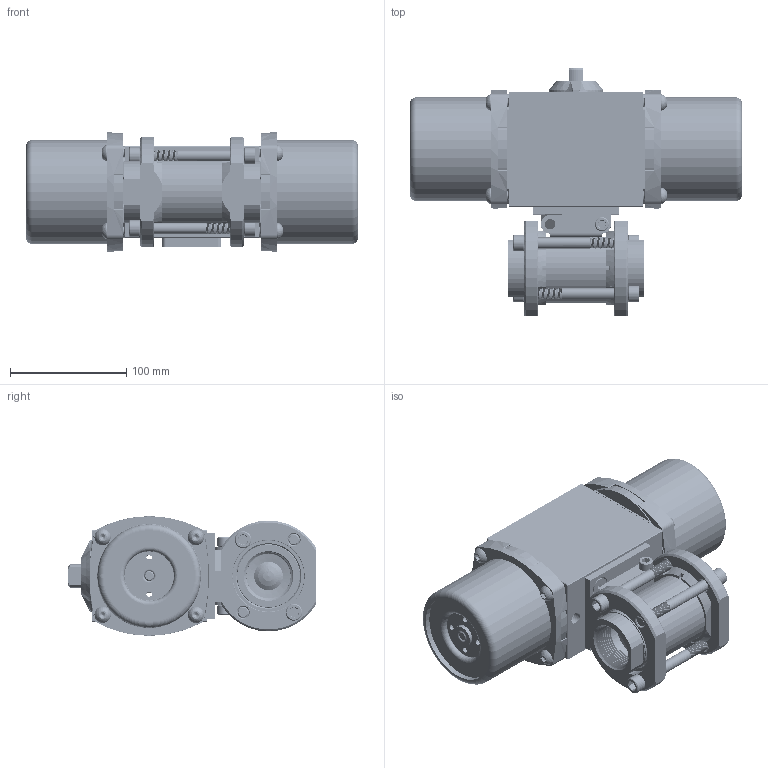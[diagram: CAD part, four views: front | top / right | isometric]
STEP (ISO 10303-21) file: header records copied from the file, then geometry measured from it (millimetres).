
FILE_DESCRIPTION (( 'STEP AP203' ), '1' );
FILE_NAME ('21XXSESA522SR.step', '2018-03-15T11:40:31', ( '' ), ( '' ), 'SwSTEP 2.0', 'SolidWorks 2017', '' );
FILE_SCHEMA (( 'CONFIG_CONTROL_DESIGN' ));
Products named in the file (1): 21XXSESA522SR
Bounding box: 285.09 x 212.61 x 102.49 mm (x, y, z)
Volume: 1228812.5 mm3; surface area: 493461.2 mm2
Topology: 49 solids, 49 shells, 4658 faces, 12172 edges, 7650 vertices
Faces by surface type: cylinder 2092, cone 1542, plane 752, torus 194, bspline 60, sphere 18
Entity records: 182356 total; most frequent: CARTESIAN_POINT 68162, DIRECTION 25082, ORIENTED_EDGE 24144, EDGE_CURVE 12072, AXIS2_PLACEMENT_3D 10097, VERTEX_POINT 7646, CIRCLE 5498, EDGE_LOOP 4984
